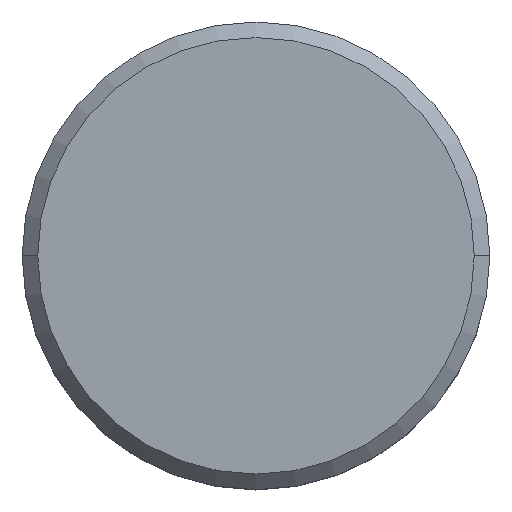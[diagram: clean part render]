
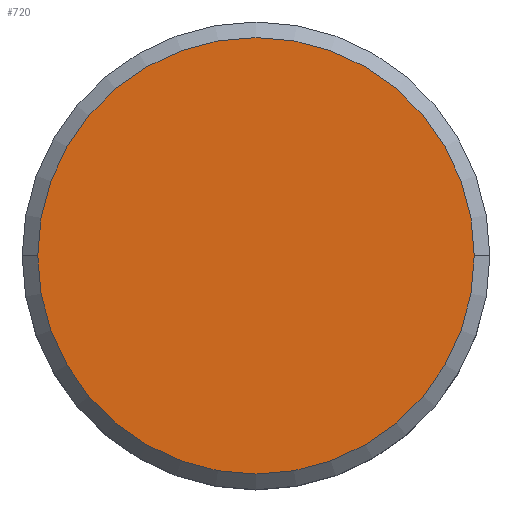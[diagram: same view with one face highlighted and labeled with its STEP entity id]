
A CAD part, top view. The second image highlights one B-rep face of the part: STEP entity #720.
In plain terms, the highlighted planar face has unit normal (0, 0, 1).
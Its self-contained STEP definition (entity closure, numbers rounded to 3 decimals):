
#153 = CARTESIAN_POINT ( 'NONE',  ( 0., 0., 0. ) ) ;
#200 = DIRECTION ( 'NONE',  ( 0., 0., 1. ) ) ;
#240 = EDGE_LOOP ( 'NONE', ( #1018, #432 ) ) ;
#287 = DIRECTION ( 'NONE',  ( 1., 0., 0. ) ) ;
#290 = AXIS2_PLACEMENT_3D ( 'NONE', #547, #1069, #287 ) ;
#332 = EDGE_CURVE ( 'NONE', #1140, #1067, #780, .T. ) ;
#432 = ORIENTED_EDGE ( 'NONE', *, *, #332, .T. ) ;
#469 = CARTESIAN_POINT ( 'NONE',  ( 0., 0., 0. ) ) ;
#499 = PLANE ( 'NONE',  #936 ) ;
#547 = CARTESIAN_POINT ( 'NONE',  ( 0., 0., 0. ) ) ;
#581 = CARTESIAN_POINT ( 'NONE',  ( 7., 0., 0. ) ) ;
#659 = AXIS2_PLACEMENT_3D ( 'NONE', #469, #200, #1101 ) ;
#693 = DIRECTION ( 'NONE',  ( 1., 0., 0. ) ) ;
#720 = ADVANCED_FACE ( 'NONE', ( #868 ), #499, .T. ) ;
#780 = CIRCLE ( 'NONE', #290, 7. ) ;
#804 = CIRCLE ( 'NONE', #659, 7. ) ;
#848 = DIRECTION ( 'NONE',  ( 0., 0., 1. ) ) ;
#868 = FACE_OUTER_BOUND ( 'NONE', #240, .T. ) ;
#936 = AXIS2_PLACEMENT_3D ( 'NONE', #153, #848, #693 ) ;
#1009 = EDGE_CURVE ( 'NONE', #1067, #1140, #804, .T. ) ;
#1018 = ORIENTED_EDGE ( 'NONE', *, *, #1009, .T. ) ;
#1067 = VERTEX_POINT ( 'NONE', #1129 ) ;
#1069 = DIRECTION ( 'NONE',  ( 0., 0., 1. ) ) ;
#1101 = DIRECTION ( 'NONE',  ( 1., 0., 0. ) ) ;
#1129 = CARTESIAN_POINT ( 'NONE',  ( -7., 0., 0. ) ) ;
#1140 = VERTEX_POINT ( 'NONE', #581 ) ;
